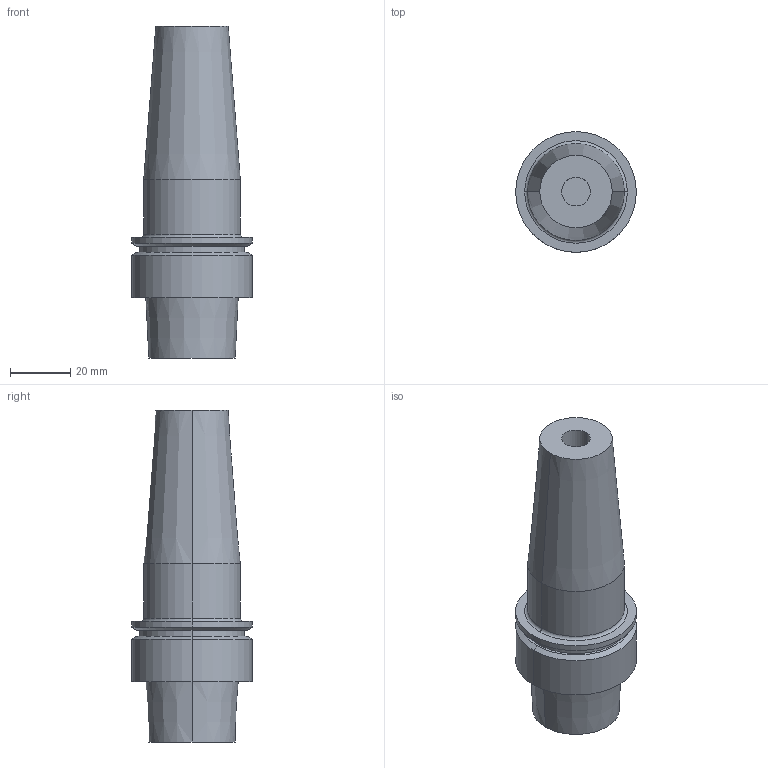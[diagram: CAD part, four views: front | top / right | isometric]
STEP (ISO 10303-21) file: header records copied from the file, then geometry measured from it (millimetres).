
FILE_DESCRIPTION (( 'STEP AP203' ), '1' );
FILE_NAME ('STP-39008-E.STEP', '2019-05-06T01:27:03', ( '' ), ( '' ), 'SwSTEP 2.0', 'SolidWorks 2017', '' );
FILE_SCHEMA (( 'CONFIG_CONTROL_DESIGN' ));
Length unit declared in the file: millimetre
Products named in the file (1): STP-39008-E
Bounding box: 40 x 40 x 110 mm (x, y, z)
Volume: 70296.9 mm3; surface area: 16842.1 mm2
Topology: 1 solids, 1 shells, 46 faces, 90 edges, 54 vertices
Faces by surface type: cylinder 20, cone 12, plane 10, torus 4
Entity records: 1265 total; most frequent: DIRECTION 242, CARTESIAN_POINT 191, ORIENTED_EDGE 180, AXIS2_PLACEMENT_3D 105, EDGE_CURVE 90, CIRCLE 58, EDGE_LOOP 54, VERTEX_POINT 54
